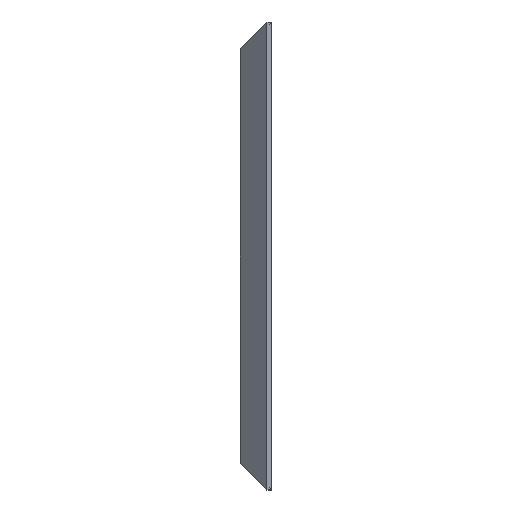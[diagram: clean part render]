
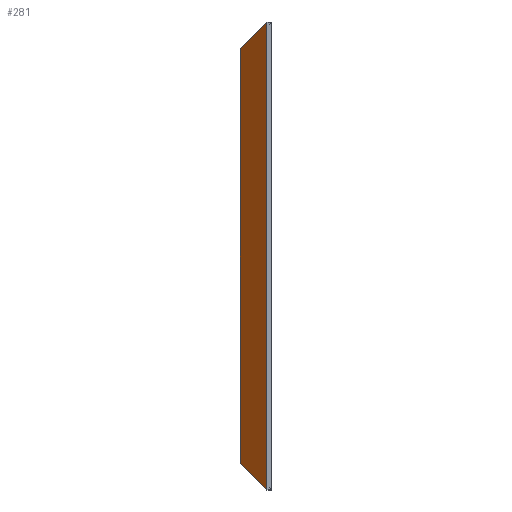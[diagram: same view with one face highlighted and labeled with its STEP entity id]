
A CAD part, left-side view. The second image highlights one B-rep face of the part: STEP entity #281.
In plain terms, the highlighted planar face has unit normal (-0.707, 0.707, 0).
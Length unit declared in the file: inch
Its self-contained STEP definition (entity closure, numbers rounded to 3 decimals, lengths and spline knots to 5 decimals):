
#160 = ORIENTED_EDGE ( 'NONE', *, *, #161, .F. ) ;
#161 = EDGE_CURVE ( 'NONE', #171, #188, #532, .T. ) ;
#166 = ORIENTED_EDGE ( 'NONE', *, *, #345, .F. ) ;
#171 = VERTEX_POINT ( 'NONE', #672 ) ;
#188 = VERTEX_POINT ( 'NONE', #648 ) ;
#189 = VERTEX_POINT ( 'NONE', #647 ) ;
#281 = ADVANCED_FACE ( 'NONE', ( #831 ), #830, .F. ) ;
#282 = ORIENTED_EDGE ( 'NONE', *, *, #311, .F. ) ;
#296 = EDGE_LOOP ( 'NONE', ( #282, #166, #160, #1446 ) ) ;
#311 = EDGE_CURVE ( 'NONE', #189, #326, #798, .T. ) ;
#326 = VERTEX_POINT ( 'NONE', #1127 ) ;
#345 = EDGE_CURVE ( 'NONE', #188, #189, #986, .T. ) ;
#529 = DIRECTION ( 'NONE',  ( 0.577, 0.577, 0.577 ) ) ;
#530 = VECTOR ( 'NONE', #529, 39.37008 ) ;
#531 = CARTESIAN_POINT ( 'NONE',  ( -2.34393, -0.18893, -1.46893 ) ) ;
#532 = LINE ( 'NONE', #531, #530 ) ;
#647 = CARTESIAN_POINT ( 'NONE',  ( -2.125, 0.03, 1.25 ) ) ;
#648 = CARTESIAN_POINT ( 'NONE',  ( -2.125, 0.03, -1.25 ) ) ;
#672 = CARTESIAN_POINT ( 'NONE',  ( -2.285, -0.13, -1.41 ) ) ;
#795 = DIRECTION ( 'NONE',  ( -0.577, -0.577, 0.577 ) ) ;
#796 = VECTOR ( 'NONE', #795, 39.37008 ) ;
#797 = CARTESIAN_POINT ( 'NONE',  ( -1.36464, 0.79036, 0.48964 ) ) ;
#798 = LINE ( 'NONE', #797, #796 ) ;
#826 = DIRECTION ( 'NONE',  ( 0.707, 0.707, 0. ) ) ;
#827 = DIRECTION ( 'NONE',  ( 0.707, -0.707, 0. ) ) ;
#828 = CARTESIAN_POINT ( 'NONE',  ( -2.34393, -0.18893, -1.46893 ) ) ;
#829 = AXIS2_PLACEMENT_3D ( 'NONE', #828, #827, #826 ) ;
#830 = PLANE ( 'NONE',  #829 ) ;
#831 = FACE_OUTER_BOUND ( 'NONE', #296, .T. ) ;
#948 = DIRECTION ( 'NONE',  ( 0., 0., 1. ) ) ;
#949 = VECTOR ( 'NONE', #948, 39.37008 ) ;
#950 = CARTESIAN_POINT ( 'NONE',  ( -2.285, -0.13, -1.41 ) ) ;
#951 = LINE ( 'NONE', #950, #949 ) ;
#983 = DIRECTION ( 'NONE',  ( 0., 0., 1. ) ) ;
#984 = VECTOR ( 'NONE', #983, 39.37008 ) ;
#985 = CARTESIAN_POINT ( 'NONE',  ( -2.125, 0.03, -1.25 ) ) ;
#986 = LINE ( 'NONE', #985, #984 ) ;
#1127 = CARTESIAN_POINT ( 'NONE',  ( -2.285, -0.13, 1.41 ) ) ;
#1425 = EDGE_CURVE ( 'NONE', #171, #326, #951, .T. ) ;
#1446 = ORIENTED_EDGE ( 'NONE', *, *, #1425, .T. ) ;
